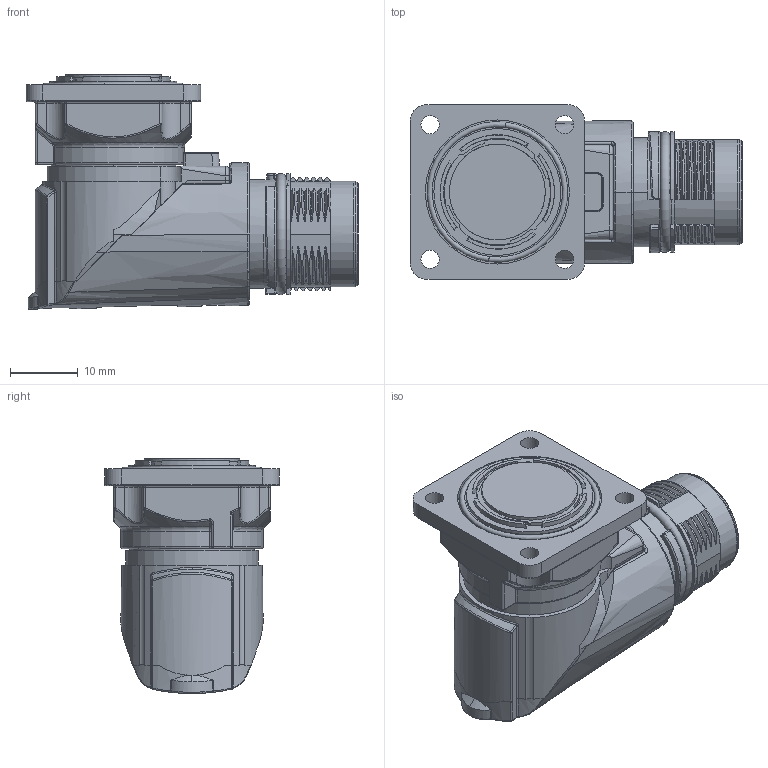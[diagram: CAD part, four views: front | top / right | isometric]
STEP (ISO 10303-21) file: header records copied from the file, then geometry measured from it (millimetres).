
FILE_DESCRIPTION(/* description */ (''),/* implementation_level */ '2;1');
FILE_NAME(/* name */ '0000.stp',/* time_stamp */ '2023-12-15T13:59:51+08:00',/* author */ (''),/* organization */ (''),/* preprocessor_version */ 'ST-DEVELOPER v18.1',/* originating_system */ 'SIEMENS PLM Software NX 1980',/* authorisation */ '');
FILE_SCHEMA (('AUTOMOTIVE_DESIGN { 1 0 10303 214 3 1 1 1 }'));
Length unit declared in the file: millimetre
Products named in the file (1): 0000
Bounding box: 48.85 x 25.7 x 34.58 mm (x, y, z)
Volume: 18756.4 mm3; surface area: 7990.5 mm2
Topology: 1 solids, 11 shells, 1202 faces, 3220 edges, 2070 vertices
Faces by surface type: cylinder 461, plane 428, torus 134, cone 97, bspline 45, sphere 27, extrusion 10
Full cylindrical faces by diameter (mm): 2.7 x4, 3.237 x2, 5.6 x1, 13.25 x1, 14.099 x1, 15.5 x1, 18.5 x1, 18.687 x1, 21.2 x1
Entity records: 44785 total; most frequent: CARTESIAN_POINT 15532, ORIENTED_EDGE 6372, DIRECTION 4706, EDGE_CURVE 3186, VERTEX_POINT 2057, AXIS2_PLACEMENT_3D 1853, B_SPLINE_CURVE_WITH_KNOTS 1485, EDGE_LOOP 1273
